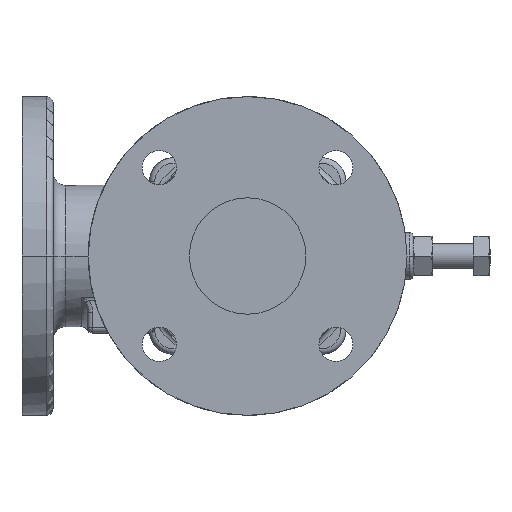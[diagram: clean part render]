
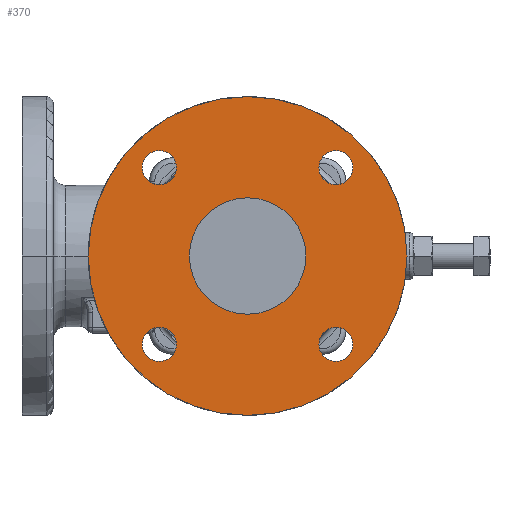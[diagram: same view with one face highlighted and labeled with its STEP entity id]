
A CAD part, left-side view. The second image highlights one B-rep face of the part: STEP entity #370.
In plain terms, the highlighted planar face has unit normal (-1, 0, 0).
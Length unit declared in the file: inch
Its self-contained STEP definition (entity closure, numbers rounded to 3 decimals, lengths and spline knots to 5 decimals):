
#161 = CARTESIAN_POINT ( 'NONE',  ( -6.02362, -2.31578, -1.94176 ) ) ;
#293 = DIRECTION ( 'NONE',  ( 0., -1., 0. ) ) ;
#333 = ORIENTED_EDGE ( 'NONE', *, *, #35301, .F. ) ;
#370 = ADVANCED_FACE ( 'NONE', ( #34678, #16740, #31071, #2354, #23460, #15816 ), #2250, .T. ) ;
#644 = DIRECTION ( 'NONE',  ( -1., 0., 0. ) ) ;
#726 = EDGE_CURVE ( 'NONE', #27026, #27357, #26552, .T. ) ;
#788 = EDGE_LOOP ( 'NONE', ( #26324, #8193 ) ) ;
#1046 = CIRCLE ( 'NONE', #16665, 0.37402 ) ;
#1157 = ORIENTED_EDGE ( 'NONE', *, *, #20314, .F. ) ;
#2250 = PLANE ( 'NONE',  #32396 ) ;
#2354 = FACE_BOUND ( 'NONE', #16677, .T. ) ;
#2566 = VERTEX_POINT ( 'NONE', #15256 ) ;
#2567 = DIRECTION ( 'NONE',  ( -1., 0., 0. ) ) ;
#2668 = DIRECTION ( 'NONE',  ( -1., 0., 0. ) ) ;
#2957 = CIRCLE ( 'NONE', #13476, 0.37402 ) ;
#3522 = CIRCLE ( 'NONE', #5217, 0.37402 ) ;
#4084 = AXIS2_PLACEMENT_3D ( 'NONE', #8514, #28533, #11402 ) ;
#4474 = VERTEX_POINT ( 'NONE', #18856 ) ;
#4488 = CIRCLE ( 'NONE', #35754, 1.27953 ) ;
#5217 = AXIS2_PLACEMENT_3D ( 'NONE', #25117, #7934, #27973 ) ;
#5531 = EDGE_CURVE ( 'NONE', #4474, #11112, #3522, .T. ) ;
#6452 = EDGE_CURVE ( 'NONE', #21765, #31276, #28188, .T. ) ;
#6612 = ORIENTED_EDGE ( 'NONE', *, *, #726, .F. ) ;
#6990 = EDGE_LOOP ( 'NONE', ( #6612, #22626 ) ) ;
#7541 = ORIENTED_EDGE ( 'NONE', *, *, #26891, .T. ) ;
#7655 = AXIS2_PLACEMENT_3D ( 'NONE', #16428, #36473, #19317 ) ;
#7765 = CARTESIAN_POINT ( 'NONE',  ( -6.02362, 0., 0. ) ) ;
#7881 = EDGE_LOOP ( 'NONE', ( #31019, #34916 ) ) ;
#7934 = DIRECTION ( 'NONE',  ( -1., 0., 0. ) ) ;
#8038 = DIRECTION ( 'NONE',  ( -1., 0., 0. ) ) ;
#8193 = ORIENTED_EDGE ( 'NONE', *, *, #22064, .F. ) ;
#8280 = CARTESIAN_POINT ( 'NONE',  ( -6.02362, 1.94176, 1.94176 ) ) ;
#8514 = CARTESIAN_POINT ( 'NONE',  ( -6.02362, 1.94176, -1.94176 ) ) ;
#9176 = DIRECTION ( 'NONE',  ( -1., 0., 0. ) ) ;
#10386 = AXIS2_PLACEMENT_3D ( 'NONE', #19785, #2567, #22667 ) ;
#10640 = DIRECTION ( 'NONE',  ( 0., -1., 0. ) ) ;
#11010 = DIRECTION ( 'NONE',  ( -1., 0., 0. ) ) ;
#11040 = CIRCLE ( 'NONE', #30025, 0.37402 ) ;
#11112 = VERTEX_POINT ( 'NONE', #19601 ) ;
#11154 = DIRECTION ( 'NONE',  ( 0., -1., 0. ) ) ;
#11402 = DIRECTION ( 'NONE',  ( 0., -1., 0. ) ) ;
#11421 = ORIENTED_EDGE ( 'NONE', *, *, #32904, .T. ) ;
#11481 = VERTEX_POINT ( 'NONE', #12107 ) ;
#12046 = EDGE_LOOP ( 'NONE', ( #20252, #1157 ) ) ;
#12107 = CARTESIAN_POINT ( 'NONE',  ( -6.02362, 1.27953, 0. ) ) ;
#12656 = VERTEX_POINT ( 'NONE', #24538 ) ;
#12813 = VERTEX_POINT ( 'NONE', #31172 ) ;
#12846 = EDGE_CURVE ( 'NONE', #35797, #11481, #14346, .T. ) ;
#13081 = ORIENTED_EDGE ( 'NONE', *, *, #33180, .F. ) ;
#13476 = AXIS2_PLACEMENT_3D ( 'NONE', #8280, #28309, #11154 ) ;
#14073 = EDGE_LOOP ( 'NONE', ( #7541, #11421 ) ) ;
#14300 = CARTESIAN_POINT ( 'NONE',  ( -6.02362, -1.56774, 1.94176 ) ) ;
#14346 = CIRCLE ( 'NONE', #10386, 1.27953 ) ;
#15256 = CARTESIAN_POINT ( 'NONE',  ( -6.02362, -3.50394, 0. ) ) ;
#15571 = AXIS2_PLACEMENT_3D ( 'NONE', #17859, #644, #20738 ) ;
#15816 = FACE_OUTER_BOUND ( 'NONE', #14073, .T. ) ;
#16282 = CARTESIAN_POINT ( 'NONE',  ( -6.02362, -1.27953, 0. ) ) ;
#16389 = AXIS2_PLACEMENT_3D ( 'NONE', #7765, #27784, #10640 ) ;
#16428 = CARTESIAN_POINT ( 'NONE',  ( -6.02362, -1.94176, 1.94176 ) ) ;
#16665 = AXIS2_PLACEMENT_3D ( 'NONE', #28159, #11010, #31060 ) ;
#16677 = EDGE_LOOP ( 'NONE', ( #13081, #333 ) ) ;
#16740 = FACE_BOUND ( 'NONE', #7881, .T. ) ;
#16920 = CARTESIAN_POINT ( 'NONE',  ( -6.02362, -1.94176, -1.94176 ) ) ;
#17512 = DIRECTION ( 'NONE',  ( -1., 0., 0. ) ) ;
#17859 = CARTESIAN_POINT ( 'NONE',  ( -6.02362, -1.94176, 1.94176 ) ) ;
#18129 = CARTESIAN_POINT ( 'NONE',  ( -6.02362, -2.31578, 1.94176 ) ) ;
#18856 = CARTESIAN_POINT ( 'NONE',  ( -6.02362, 1.56774, 1.94176 ) ) ;
#19317 = DIRECTION ( 'NONE',  ( 0., -1., 0. ) ) ;
#19601 = CARTESIAN_POINT ( 'NONE',  ( -6.02362, 2.31578, 1.94176 ) ) ;
#19785 = CARTESIAN_POINT ( 'NONE',  ( -6.02362, 0., 0. ) ) ;
#19803 = DIRECTION ( 'NONE',  ( 0., -1., 0. ) ) ;
#19873 = CARTESIAN_POINT ( 'NONE',  ( -6.02362, 0., 0. ) ) ;
#20252 = ORIENTED_EDGE ( 'NONE', *, *, #6452, .F. ) ;
#20314 = EDGE_CURVE ( 'NONE', #31276, #21765, #25214, .T. ) ;
#20738 = DIRECTION ( 'NONE',  ( 0., -1., 0. ) ) ;
#21018 = CARTESIAN_POINT ( 'NONE',  ( -6.02362, 2.31578, -1.94176 ) ) ;
#21765 = VERTEX_POINT ( 'NONE', #18129 ) ;
#22064 = EDGE_CURVE ( 'NONE', #11481, #35797, #4488, .T. ) ;
#22103 = AXIS2_PLACEMENT_3D ( 'NONE', #16920, #36966, #19803 ) ;
#22626 = ORIENTED_EDGE ( 'NONE', *, *, #31843, .F. ) ;
#22667 = DIRECTION ( 'NONE',  ( 0., -1., 0. ) ) ;
#22746 = DIRECTION ( 'NONE',  ( 0., -1., 0. ) ) ;
#23460 = FACE_BOUND ( 'NONE', #788, .T. ) ;
#24538 = CARTESIAN_POINT ( 'NONE',  ( -6.02362, 3.50394, 0. ) ) ;
#24658 = CARTESIAN_POINT ( 'NONE',  ( -6.02362, -1.56774, -1.94176 ) ) ;
#25117 = CARTESIAN_POINT ( 'NONE',  ( -6.02362, 1.94176, 1.94176 ) ) ;
#25212 = CARTESIAN_POINT ( 'NONE',  ( -6.02362, -3.50394, 0. ) ) ;
#25214 = CIRCLE ( 'NONE', #15571, 0.37402 ) ;
#26004 = AXIS2_PLACEMENT_3D ( 'NONE', #19873, #2668, #22746 ) ;
#26324 = ORIENTED_EDGE ( 'NONE', *, *, #12846, .F. ) ;
#26328 = CARTESIAN_POINT ( 'NONE',  ( -6.02362, 0., 0. ) ) ;
#26552 = CIRCLE ( 'NONE', #22103, 0.37402 ) ;
#26891 = EDGE_CURVE ( 'NONE', #2566, #12656, #34060, .T. ) ;
#27026 = VERTEX_POINT ( 'NONE', #161 ) ;
#27357 = VERTEX_POINT ( 'NONE', #24658 ) ;
#27784 = DIRECTION ( 'NONE',  ( -1., 0., 0. ) ) ;
#27973 = DIRECTION ( 'NONE',  ( 0., -1., 0. ) ) ;
#28058 = DIRECTION ( 'NONE',  ( 0., -1., 0. ) ) ;
#28159 = CARTESIAN_POINT ( 'NONE',  ( -6.02362, 1.94176, -1.94176 ) ) ;
#28188 = CIRCLE ( 'NONE', #7655, 0.37402 ) ;
#28309 = DIRECTION ( 'NONE',  ( -1., 0., 0. ) ) ;
#28533 = DIRECTION ( 'NONE',  ( -1., 0., 0. ) ) ;
#29209 = DIRECTION ( 'NONE',  ( 0., -1., 0. ) ) ;
#30025 = AXIS2_PLACEMENT_3D ( 'NONE', #34662, #17512, #293 ) ;
#31019 = ORIENTED_EDGE ( 'NONE', *, *, #5531, .F. ) ;
#31060 = DIRECTION ( 'NONE',  ( 0., -1., 0. ) ) ;
#31071 = FACE_BOUND ( 'NONE', #6990, .T. ) ;
#31172 = CARTESIAN_POINT ( 'NONE',  ( -6.02362, 1.56774, -1.94176 ) ) ;
#31180 = CIRCLE ( 'NONE', #4084, 0.37402 ) ;
#31223 = EDGE_CURVE ( 'NONE', #11112, #4474, #2957, .T. ) ;
#31276 = VERTEX_POINT ( 'NONE', #14300 ) ;
#31843 = EDGE_CURVE ( 'NONE', #27357, #27026, #11040, .T. ) ;
#32396 = AXIS2_PLACEMENT_3D ( 'NONE', #25212, #8038, #28058 ) ;
#32904 = EDGE_CURVE ( 'NONE', #12656, #2566, #33879, .T. ) ;
#33180 = EDGE_CURVE ( 'NONE', #12813, #36173, #31180, .T. ) ;
#33879 = CIRCLE ( 'NONE', #16389, 3.50394 ) ;
#34060 = CIRCLE ( 'NONE', #26004, 3.50394 ) ;
#34662 = CARTESIAN_POINT ( 'NONE',  ( -6.02362, -1.94176, -1.94176 ) ) ;
#34678 = FACE_BOUND ( 'NONE', #12046, .T. ) ;
#34916 = ORIENTED_EDGE ( 'NONE', *, *, #31223, .F. ) ;
#35301 = EDGE_CURVE ( 'NONE', #36173, #12813, #1046, .T. ) ;
#35754 = AXIS2_PLACEMENT_3D ( 'NONE', #26328, #9176, #29209 ) ;
#35797 = VERTEX_POINT ( 'NONE', #16282 ) ;
#36173 = VERTEX_POINT ( 'NONE', #21018 ) ;
#36473 = DIRECTION ( 'NONE',  ( -1., 0., 0. ) ) ;
#36966 = DIRECTION ( 'NONE',  ( -1., 0., 0. ) ) ;
